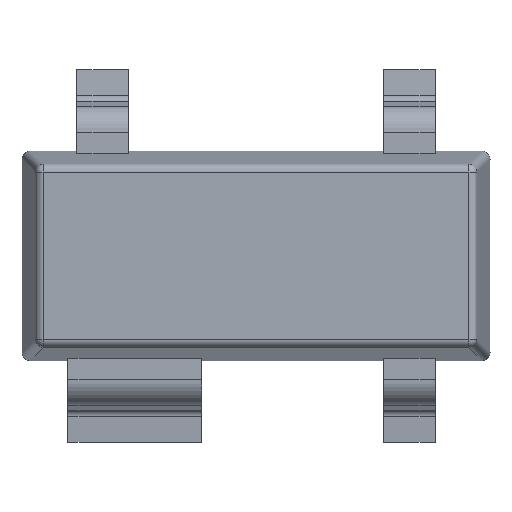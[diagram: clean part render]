
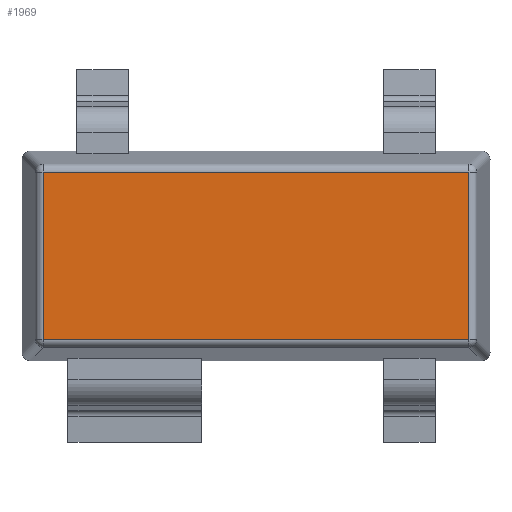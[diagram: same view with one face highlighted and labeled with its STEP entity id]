
A CAD part, top view. The second image highlights one B-rep face of the part: STEP entity #1969.
In plain terms, the highlighted planar face has unit normal (0, 0, 1).
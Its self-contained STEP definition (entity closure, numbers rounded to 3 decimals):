
#188=FACE_OUTER_BOUND('',#314,.T.);
#314=EDGE_LOOP('',(#1402,#1403,#1404,#1405));
#488=LINE('',#3125,#676);
#489=LINE('',#3127,#677);
#490=LINE('',#3129,#678);
#491=LINE('',#3130,#679);
#676=VECTOR('',#2521,1.036);
#677=VECTOR('',#2522,2.636);
#678=VECTOR('',#2523,1.036);
#679=VECTOR('',#2524,2.636);
#846=VERTEX_POINT('',#3123);
#847=VERTEX_POINT('',#3124);
#848=VERTEX_POINT('',#3126);
#849=VERTEX_POINT('',#3128);
#1036=EDGE_CURVE('',#846,#847,#488,.T.);
#1037=EDGE_CURVE('',#847,#848,#489,.T.);
#1038=EDGE_CURVE('',#848,#849,#490,.T.);
#1039=EDGE_CURVE('',#849,#846,#491,.T.);
#1402=ORIENTED_EDGE('',*,*,#1036,.T.);
#1403=ORIENTED_EDGE('',*,*,#1037,.T.);
#1404=ORIENTED_EDGE('',*,*,#1038,.T.);
#1405=ORIENTED_EDGE('',*,*,#1039,.T.);
#1754=PLANE('',#2143);
#1969=ADVANCED_FACE('',(#188),#1754,.T.);
#2143=AXIS2_PLACEMENT_3D('',#3122,#2519,#2520);
#2519=DIRECTION('center_axis',(0.,0.,1.));
#2520=DIRECTION('ref_axis',(1.,0.,0.));
#2521=DIRECTION('',(0.,1.,0.));
#2522=DIRECTION('',(-1.,0.,0.));
#2523=DIRECTION('',(0.,-1.,0.));
#2524=DIRECTION('',(1.,0.,0.));
#3122=CARTESIAN_POINT('Origin',(0.,0.,1.));
#3123=CARTESIAN_POINT('',(1.318,-0.518,1.));
#3124=CARTESIAN_POINT('',(1.318,0.518,1.));
#3125=CARTESIAN_POINT('',(1.318,-0.518,1.));
#3126=CARTESIAN_POINT('',(-1.318,0.518,1.));
#3127=CARTESIAN_POINT('',(1.318,0.518,1.));
#3128=CARTESIAN_POINT('',(-1.318,-0.518,1.));
#3129=CARTESIAN_POINT('',(-1.318,0.518,1.));
#3130=CARTESIAN_POINT('',(-1.318,-0.518,1.));
